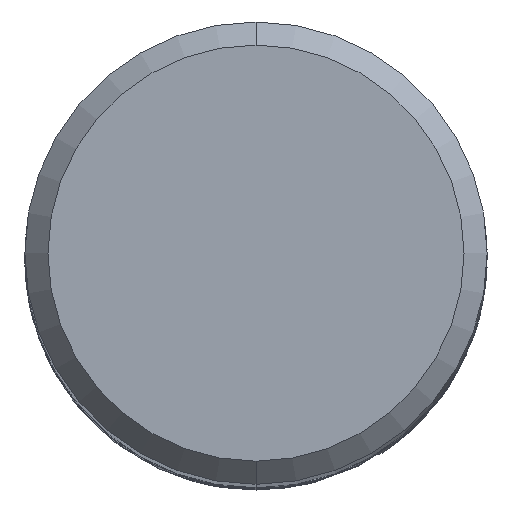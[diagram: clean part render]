
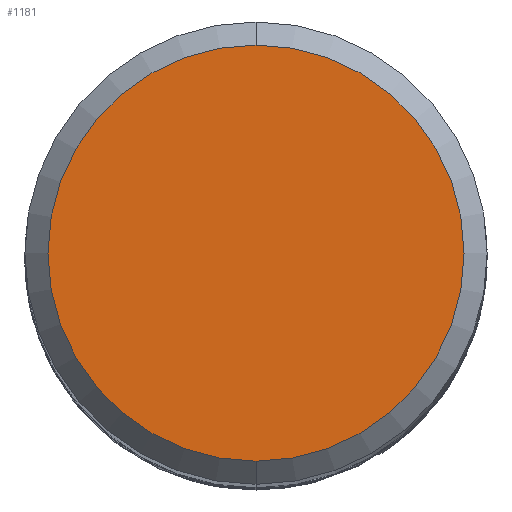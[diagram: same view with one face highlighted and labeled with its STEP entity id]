
A CAD part, top view. The second image highlights one B-rep face of the part: STEP entity #1181.
In plain terms, the highlighted planar face has unit normal (0, 0, 1).
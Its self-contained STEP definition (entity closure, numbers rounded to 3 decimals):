
#717=EDGE_CURVE('',#1401,#1161,#1720,.T.);
#1161=VERTEX_POINT('',#2210);
#1181=ADVANCED_FACE('',(#2234),#2235,.T.);
#1401=VERTEX_POINT('',#2470);
#1471=EDGE_CURVE('',#1161,#1401,#2545,.T.);
#1720=CIRCLE('',#5290,5.4);
#2210=CARTESIAN_POINT('',(0.,-5.4,0.0));
#2234=FACE_OUTER_BOUND('',#15310,.T.);
#2235=PLANE('',#15311);
#2470=CARTESIAN_POINT('',(0.0,5.4,0.0));
#2545=CIRCLE('',#18820,5.4);
#5290=AXIS2_PLACEMENT_3D('',#19073,#19074,#19075);
#15310=EDGE_LOOP('',(#19638,#19639));
#15311=AXIS2_PLACEMENT_3D('',#19640,#19641,#19642);
#18820=AXIS2_PLACEMENT_3D('',#19888,#19889,#19890);
#19073=CARTESIAN_POINT('',(0.0,0.0,0.0));
#19074=DIRECTION('',(0.0,0.0,-1.0));
#19075=DIRECTION('',(0.0,1.0,0.0));
#19638=ORIENTED_EDGE('',*,*,#717,.F.);
#19639=ORIENTED_EDGE('',*,*,#1471,.F.);
#19640=CARTESIAN_POINT('',(0.0,2.7,0.0));
#19641=DIRECTION('',(-0.0,0.0,1.0));
#19642=DIRECTION('',(0.0,-1.0,0.0));
#19888=CARTESIAN_POINT('',(0.0,0.0,0.0));
#19889=DIRECTION('',(0.0,0.0,-1.0));
#19890=DIRECTION('',(0.0,1.0,0.0));
